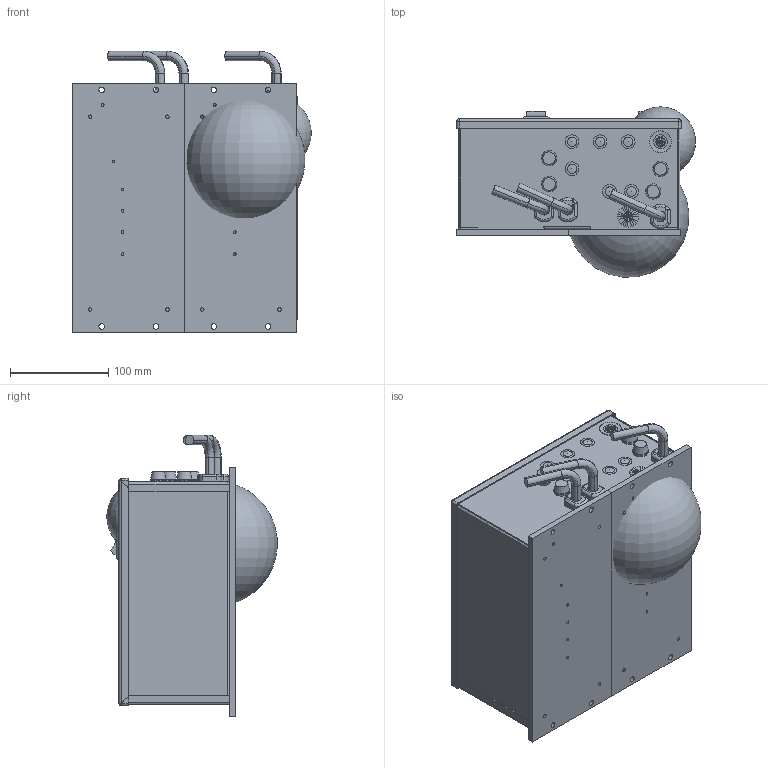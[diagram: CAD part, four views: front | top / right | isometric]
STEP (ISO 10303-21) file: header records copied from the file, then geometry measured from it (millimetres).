
FILE_DESCRIPTION (( 'STEP AP214' ), '1' );
FILE_NAME ('pn 121-200-0761_model VF-9-2.STEP', '2026-02-24T16:23:18', ( '' ), ( '' ), 'SwSTEP 2.0', 'SolidWorks 2022', '' );
FILE_SCHEMA (( 'AUTOMOTIVE_DESIGN' ));
Length unit declared in the file: inch
Products named in the file (15): pn 121-200-0761_model VF-9-2; 112-000-0316-3D_DEFAULT; 112-000-0313-3D_DEFAULT; 112-000-0312-3D_DEFAULT; 112-000-0289_DEFAULT; 112-000-0057-3D_DEFAULT; 106-000-0022-FUSE-3D; KNOCKOUT .855_DEFAULT; CORD-SHORTR RAD_DEFAULT; SWITCH_220V_DEFAULT; KNOCKOUT-.880_DEFAULT; KNOCKOUT .555_DEFAULT; 104-000-0108; 121-000-0311-3D_DEFAULT; 112-000-0310-3D-LEFT SIDE_DEFAULT
Assembly tree (29 placements, depth 2):
  pn 121-200-0761_model VF-9-2
    112-000-0289_DEFAULT  x2
    112-000-0312-3D_DEFAULT
    112-000-0310-3D-LEFT SIDE_DEFAULT
    KNOCKOUT .555_DEFAULT  x6
    KNOCKOUT-.880_DEFAULT
    106-000-0022-FUSE-3D  x4
    112-000-0057-3D_DEFAULT  x3
    KNOCKOUT .855_DEFAULT
    CORD-SHORTR RAD_DEFAULT  x3
    SWITCH_220V_DEFAULT  x2
    104-000-0108  x2
    112-000-0316-3D_DEFAULT
    121-000-0311-3D_DEFAULT
    112-000-0313-3D_DEFAULT
Bounding box: 243.25 x 173.79 x 286.83 mm (x, y, z)
Volume: 1839793.7 mm3; surface area: 604857.4 mm2
Topology: 32 solids, 32 shells, 3041 faces, 7937 edges, 5255 vertices
Faces by surface type: plane 1832, bspline 838, cylinder 325, torus 33, sphere 8, cone 5
Full cylindrical faces by diameter (mm): 0.859 x2, 2.578 x2, 2.705 x10, 3.002 x2, 3.454 x8, 3.554 x2, 4.305 x12, 5.613 x8, 9.525 x15, 12.7 x4, 14.097 x6, 15.494 x4, 21.717 x1, 22.377 x1
Entity records: 71429 total; most frequent: CARTESIAN_POINT 33188, ORIENTED_EDGE 8124, DIRECTION 5973, EDGE_CURVE 4062, VECTOR 2809, LINE 2809, VERTEX_POINT 2722, EDGE_LOOP 1868
